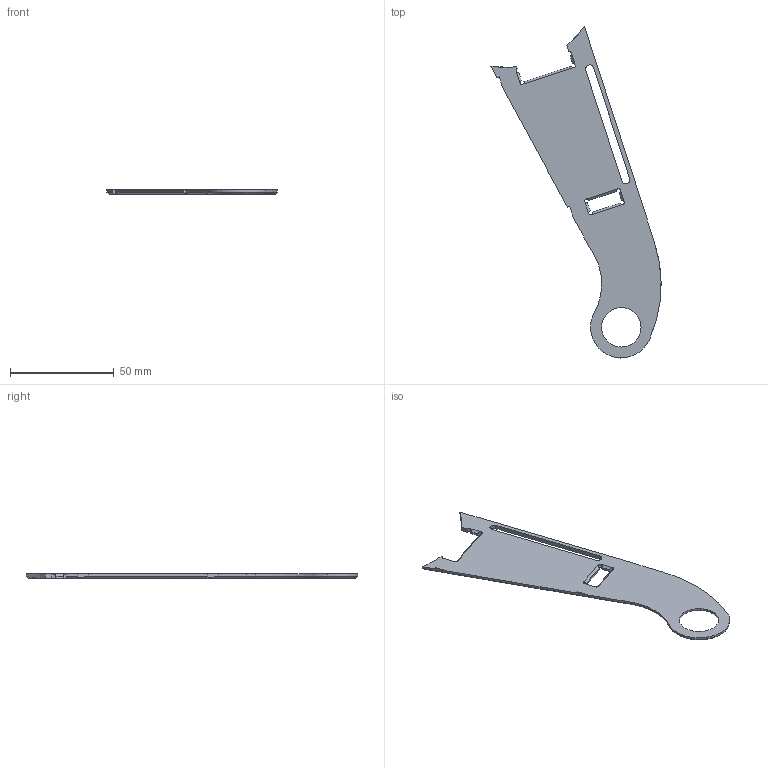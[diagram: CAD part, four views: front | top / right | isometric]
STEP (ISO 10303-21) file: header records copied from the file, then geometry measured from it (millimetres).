
FILE_DESCRIPTION (( 'STEP AP214' ), '1' );
FILE_NAME ('囀耜抯啣.STEP', '2023-04-09T12:17:31', ( '' ), ( '' ), 'SwSTEP 2.0', 'SolidWorks 2021', '' );
FILE_SCHEMA (( 'AUTOMOTIVE_DESIGN' ));
Length unit declared in the file: millimetre
Products named in the file (1): 囀耜抯啣
Bounding box: 81.98 x 159.92 x 2 mm (x, y, z)
Volume: 8820.9 mm3; surface area: 10190.8 mm2
Topology: 1 solids, 1 shells, 75 faces, 209 edges, 137 vertices
Faces by surface type: plane 35, cylinder 32, cone 4, bspline 4
Entity records: 2775 total; most frequent: CARTESIAN_POINT 843, ORIENTED_EDGE 418, DIRECTION 382, EDGE_CURVE 209, VERTEX_POINT 137, AXIS2_PLACEMENT_3D 135, LINE 112, VECTOR 112
